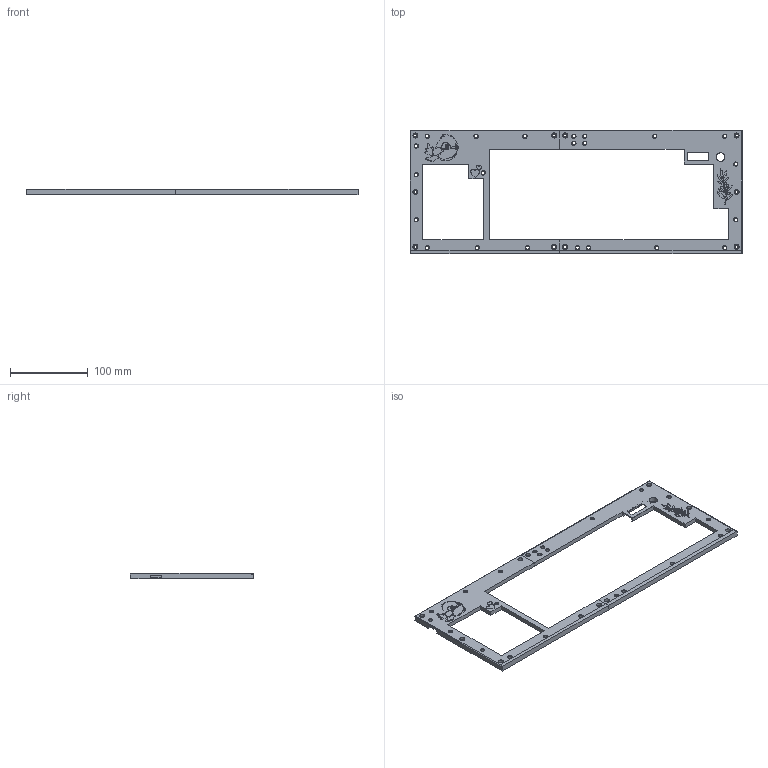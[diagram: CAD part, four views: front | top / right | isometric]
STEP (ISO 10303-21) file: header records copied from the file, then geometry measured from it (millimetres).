
FILE_DESCRIPTION(/* description */ (''),/* implementation_level */ '2;1');
FILE_NAME(/* name */ 'top case - board v42.step',/* time_stamp */ '2025-05-30T21:11:00-07:00',/* author */ (''),/* organization */ (''),/* preprocessor_version */ 'ST-DEVELOPER v20.1',/* originating_system */ 'Autodesk Translation Framework v14.4.0.0',/* authorisation */ '');
FILE_SCHEMA (('AUTOMOTIVE_DESIGN { 1 0 10303 214 3 1 1 }'));
Length unit declared in the file: millimetre
Products named in the file (1): top case - board
Bounding box: 426 x 159 x 7.15 mm (x, y, z)
Volume: 151087.1 mm3; surface area: 73575.9 mm2
Topology: 2 solids, 2 shells, 324 faces, 761 edges, 466 vertices
Faces by surface type: plane 145, bspline 96, cylinder 79, torus 2, sphere 2
Full cylindrical faces by diameter (mm): 4 x10, 4.45 x22, 5.5 x22, 6.5 x10, 11 x1
Entity records: 21350 total; most frequent: CARTESIAN_POINT 14557, ORIENTED_EDGE 1522, DIRECTION 1197, EDGE_CURVE 761, VERTEX_POINT 466, EDGE_LOOP 437, LINE 399, VECTOR 399
